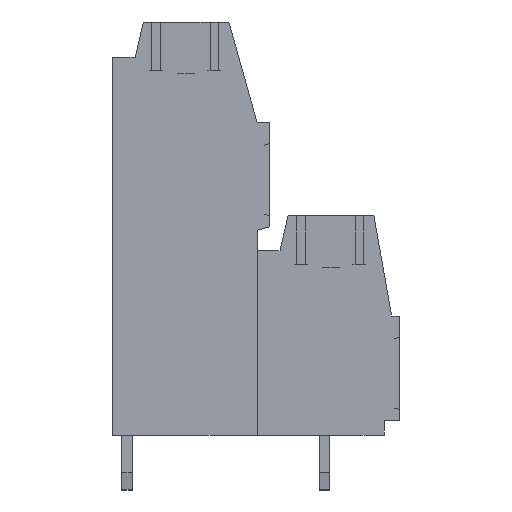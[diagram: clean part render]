
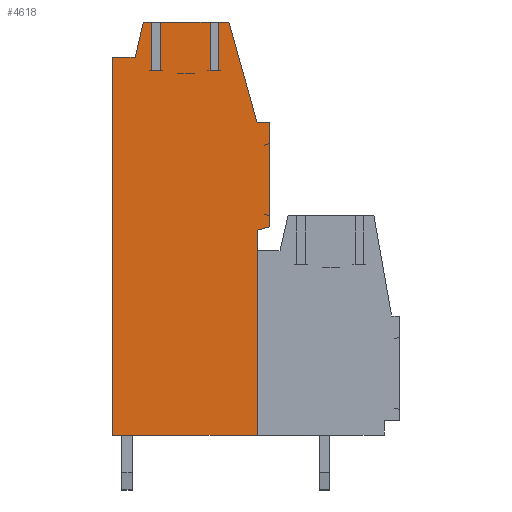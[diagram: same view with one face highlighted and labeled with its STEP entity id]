
A CAD part, left-side view. The second image highlights one B-rep face of the part: STEP entity #4618.
In plain terms, the highlighted planar face has unit normal (-1, 0, 0).
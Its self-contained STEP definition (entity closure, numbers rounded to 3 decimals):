
#4486=AXIS2_PLACEMENT_3D('Plane Axis2P3D',#4483,#4484,#4485) ;
#3158=CARTESIAN_POINT('Vertex',(0.,8.3,3.2)) ;
#3161=CARTESIAN_POINT('Line Origine',(0.,12.525,3.2)) ;
#3165=CARTESIAN_POINT('Vertex',(0.,16.75,3.2)) ;
#4174=CARTESIAN_POINT('Vertex',(0.,8.3,15.15)) ;
#4177=CARTESIAN_POINT('Line Origine',(0.,8.3,9.175)) ;
#4483=CARTESIAN_POINT('Axis2P3D Location',(0.,0.,0.)) ;
#4488=CARTESIAN_POINT('Line Origine',(0.,12.5,27.3)) ;
#4492=CARTESIAN_POINT('Vertex',(0.,11.05,27.3)) ;
#4494=CARTESIAN_POINT('Vertex',(0.,13.95,27.3)) ;
#4497=CARTESIAN_POINT('Line Origine',(0.,13.95,25.875)) ;
#4501=CARTESIAN_POINT('Vertex',(0.,13.95,24.45)) ;
#4504=CARTESIAN_POINT('Line Origine',(0.,14.2,24.45)) ;
#4508=CARTESIAN_POINT('Vertex',(0.,14.45,24.45)) ;
#4511=CARTESIAN_POINT('Line Origine',(0.,14.45,25.875)) ;
#4515=CARTESIAN_POINT('Vertex',(0.,14.45,27.3)) ;
#4518=CARTESIAN_POINT('Line Origine',(0.,14.7,27.3)) ;
#4522=CARTESIAN_POINT('Vertex',(0.,14.95,27.3)) ;
#4525=CARTESIAN_POINT('Line Origine',(0.,15.188,26.275)) ;
#4529=CARTESIAN_POINT('Vertex',(0.,15.425,25.25)) ;
#4532=CARTESIAN_POINT('Line Origine',(0.,16.088,25.25)) ;
#4536=CARTESIAN_POINT('Vertex',(0.,16.75,25.25)) ;
#4539=CARTESIAN_POINT('Line Origine',(0.,16.75,14.225)) ;
#4544=CARTESIAN_POINT('Line Origine',(0.,7.95,15.25)) ;
#4548=CARTESIAN_POINT('Vertex',(0.,7.6,15.35)) ;
#4551=CARTESIAN_POINT('Line Origine',(0.,7.6,18.4)) ;
#4555=CARTESIAN_POINT('Vertex',(0.,7.6,21.45)) ;
#4558=CARTESIAN_POINT('Line Origine',(0.,7.956,21.45)) ;
#4562=CARTESIAN_POINT('Vertex',(0.,8.311,21.45)) ;
#4565=CARTESIAN_POINT('Line Origine',(0.,9.131,24.375)) ;
#4569=CARTESIAN_POINT('Vertex',(0.,9.95,27.3)) ;
#4572=CARTESIAN_POINT('Line Origine',(0.,10.25,27.3)) ;
#4576=CARTESIAN_POINT('Vertex',(0.,10.55,27.3)) ;
#4579=CARTESIAN_POINT('Line Origine',(0.,10.55,25.875)) ;
#4583=CARTESIAN_POINT('Vertex',(0.,10.55,24.45)) ;
#4586=CARTESIAN_POINT('Line Origine',(0.,10.8,24.45)) ;
#4590=CARTESIAN_POINT('Vertex',(0.,11.05,24.45)) ;
#4593=CARTESIAN_POINT('Line Origine',(0.,11.05,25.875)) ;
#3162=DIRECTION('Vector Direction',(0.,1.,0.)) ;
#4178=DIRECTION('Vector Direction',(0.,0.,1.)) ;
#4484=DIRECTION('Axis2P3D Direction',(-1.,0.,0.)) ;
#4485=DIRECTION('Axis2P3D XDirection',(0.,0.,1.)) ;
#4489=DIRECTION('Vector Direction',(0.,-1.,0.)) ;
#4498=DIRECTION('Vector Direction',(0.,0.,1.)) ;
#4505=DIRECTION('Vector Direction',(0.,1.,0.)) ;
#4512=DIRECTION('Vector Direction',(0.,0.,1.)) ;
#4519=DIRECTION('Vector Direction',(0.,-1.,0.)) ;
#4526=DIRECTION('Vector Direction',(0.,-0.226,0.974)) ;
#4533=DIRECTION('Vector Direction',(0.,-1.,0.)) ;
#4540=DIRECTION('Vector Direction',(0.,0.,1.)) ;
#4545=DIRECTION('Vector Direction',(0.,0.962,-0.275)) ;
#4552=DIRECTION('Vector Direction',(0.,0.,-1.)) ;
#4559=DIRECTION('Vector Direction',(0.,-1.,0.)) ;
#4566=DIRECTION('Vector Direction',(0.,-0.27,-0.963)) ;
#4573=DIRECTION('Vector Direction',(0.,-1.,0.)) ;
#4580=DIRECTION('Vector Direction',(0.,0.,1.)) ;
#4587=DIRECTION('Vector Direction',(0.,1.,0.)) ;
#4594=DIRECTION('Vector Direction',(0.,0.,1.)) ;
#3163=VECTOR('Line Direction',#3162,1.) ;
#4179=VECTOR('Line Direction',#4178,1.) ;
#4490=VECTOR('Line Direction',#4489,1.) ;
#4499=VECTOR('Line Direction',#4498,1.) ;
#4506=VECTOR('Line Direction',#4505,1.) ;
#4513=VECTOR('Line Direction',#4512,1.) ;
#4520=VECTOR('Line Direction',#4519,1.) ;
#4527=VECTOR('Line Direction',#4526,1.) ;
#4534=VECTOR('Line Direction',#4533,1.) ;
#4541=VECTOR('Line Direction',#4540,1.) ;
#4546=VECTOR('Line Direction',#4545,1.) ;
#4553=VECTOR('Line Direction',#4552,1.) ;
#4560=VECTOR('Line Direction',#4559,1.) ;
#4567=VECTOR('Line Direction',#4566,1.) ;
#4574=VECTOR('Line Direction',#4573,1.) ;
#4581=VECTOR('Line Direction',#4580,1.) ;
#4588=VECTOR('Line Direction',#4587,1.) ;
#4595=VECTOR('Line Direction',#4594,1.) ;
#4599=ORIENTED_EDGE('',*,*,#4496,.T.) ;
#4600=ORIENTED_EDGE('',*,*,#4503,.F.) ;
#4601=ORIENTED_EDGE('',*,*,#4510,.F.) ;
#4602=ORIENTED_EDGE('',*,*,#4517,.T.) ;
#4603=ORIENTED_EDGE('',*,*,#4524,.T.) ;
#4604=ORIENTED_EDGE('',*,*,#4531,.T.) ;
#4605=ORIENTED_EDGE('',*,*,#4538,.T.) ;
#4606=ORIENTED_EDGE('',*,*,#4543,.T.) ;
#4607=ORIENTED_EDGE('',*,*,#3167,.T.) ;
#4608=ORIENTED_EDGE('',*,*,#4181,.F.) ;
#4609=ORIENTED_EDGE('',*,*,#4550,.T.) ;
#4610=ORIENTED_EDGE('',*,*,#4557,.T.) ;
#4611=ORIENTED_EDGE('',*,*,#4564,.T.) ;
#4612=ORIENTED_EDGE('',*,*,#4571,.T.) ;
#4613=ORIENTED_EDGE('',*,*,#4578,.T.) ;
#4614=ORIENTED_EDGE('',*,*,#4585,.F.) ;
#4615=ORIENTED_EDGE('',*,*,#4592,.F.) ;
#4616=ORIENTED_EDGE('',*,*,#4597,.T.) ;
#4618=ADVANCED_FACE('_LM2N 3.5/48/90 3.2 OR 1703920000',(#4617),#4487,.T.) ;
#3167=EDGE_CURVE('',#3166,#3159,#3164,.F.) ;
#4181=EDGE_CURVE('',#4175,#3159,#4180,.F.) ;
#4496=EDGE_CURVE('',#4493,#4495,#4491,.F.) ;
#4503=EDGE_CURVE('',#4502,#4495,#4500,.T.) ;
#4510=EDGE_CURVE('',#4509,#4502,#4507,.F.) ;
#4517=EDGE_CURVE('',#4509,#4516,#4514,.T.) ;
#4524=EDGE_CURVE('',#4516,#4523,#4521,.F.) ;
#4531=EDGE_CURVE('',#4523,#4530,#4528,.F.) ;
#4538=EDGE_CURVE('',#4530,#4537,#4535,.F.) ;
#4543=EDGE_CURVE('',#4537,#3166,#4542,.F.) ;
#4550=EDGE_CURVE('',#4175,#4549,#4547,.F.) ;
#4557=EDGE_CURVE('',#4549,#4556,#4554,.F.) ;
#4564=EDGE_CURVE('',#4556,#4563,#4561,.F.) ;
#4571=EDGE_CURVE('',#4563,#4570,#4568,.F.) ;
#4578=EDGE_CURVE('',#4570,#4577,#4575,.F.) ;
#4585=EDGE_CURVE('',#4584,#4577,#4582,.T.) ;
#4592=EDGE_CURVE('',#4591,#4584,#4589,.F.) ;
#4597=EDGE_CURVE('',#4591,#4493,#4596,.T.) ;
#4598=EDGE_LOOP('',(#4599,#4600,#4601,#4602,#4603,#4604,#4605,#4606,#4607,#4608,#4609,#4610,#4611,#4612,#4613,#4614,#4615,#4616)) ;
#4617=FACE_OUTER_BOUND('',#4598,.T.) ;
#3164=LINE('Line',#3161,#3163) ;
#4180=LINE('Line',#4177,#4179) ;
#4491=LINE('Line',#4488,#4490) ;
#4500=LINE('Line',#4497,#4499) ;
#4507=LINE('Line',#4504,#4506) ;
#4514=LINE('Line',#4511,#4513) ;
#4521=LINE('Line',#4518,#4520) ;
#4528=LINE('Line',#4525,#4527) ;
#4535=LINE('Line',#4532,#4534) ;
#4542=LINE('Line',#4539,#4541) ;
#4547=LINE('Line',#4544,#4546) ;
#4554=LINE('Line',#4551,#4553) ;
#4561=LINE('Line',#4558,#4560) ;
#4568=LINE('Line',#4565,#4567) ;
#4575=LINE('Line',#4572,#4574) ;
#4582=LINE('Line',#4579,#4581) ;
#4589=LINE('Line',#4586,#4588) ;
#4596=LINE('Line',#4593,#4595) ;
#4487=PLANE('',#4486) ;
#3159=VERTEX_POINT('',#3158) ;
#3166=VERTEX_POINT('',#3165) ;
#4175=VERTEX_POINT('',#4174) ;
#4493=VERTEX_POINT('',#4492) ;
#4495=VERTEX_POINT('',#4494) ;
#4502=VERTEX_POINT('',#4501) ;
#4509=VERTEX_POINT('',#4508) ;
#4516=VERTEX_POINT('',#4515) ;
#4523=VERTEX_POINT('',#4522) ;
#4530=VERTEX_POINT('',#4529) ;
#4537=VERTEX_POINT('',#4536) ;
#4549=VERTEX_POINT('',#4548) ;
#4556=VERTEX_POINT('',#4555) ;
#4563=VERTEX_POINT('',#4562) ;
#4570=VERTEX_POINT('',#4569) ;
#4577=VERTEX_POINT('',#4576) ;
#4584=VERTEX_POINT('',#4583) ;
#4591=VERTEX_POINT('',#4590) ;
